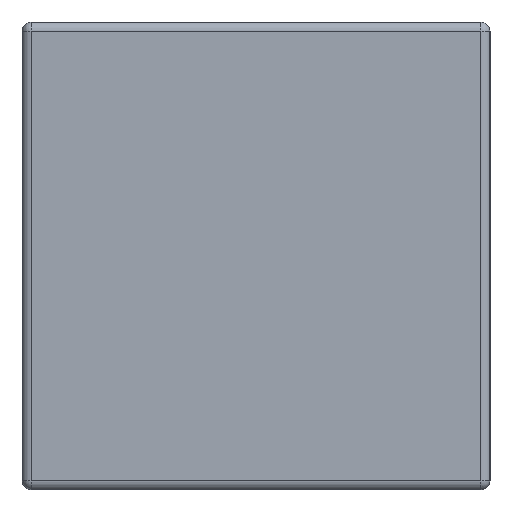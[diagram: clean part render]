
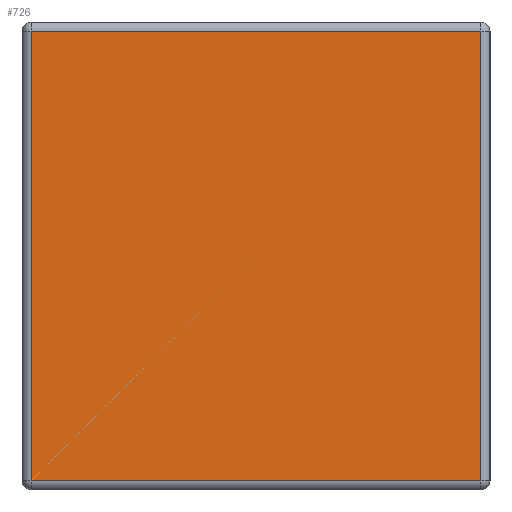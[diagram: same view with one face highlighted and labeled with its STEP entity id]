
A CAD part, left-side view. The second image highlights one B-rep face of the part: STEP entity #726.
In plain terms, the highlighted planar face has unit normal (-1, 0, 0).
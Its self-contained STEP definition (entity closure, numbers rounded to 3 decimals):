
#58 = ORIENTED_EDGE ( 'NONE', *, *, #465, .T. ) ;
#85 = EDGE_CURVE ( 'NONE', #288, #341, #1604, .T. ) ;
#91 = LINE ( 'NONE', #864, #529 ) ;
#111 = ORIENTED_EDGE ( 'NONE', *, *, #628, .T. ) ;
#196 = DIRECTION ( 'NONE',  ( 0., 0., -1. ) ) ;
#288 = VERTEX_POINT ( 'NONE', #358 ) ;
#341 = VERTEX_POINT ( 'NONE', #470 ) ;
#357 = DIRECTION ( 'NONE',  ( 0., 0., -1. ) ) ;
#358 = CARTESIAN_POINT ( 'NONE',  ( -0.5, -0.24, -0.24 ) ) ;
#359 = CARTESIAN_POINT ( 'NONE',  ( -0.5, 0.25, -0.25 ) ) ;
#391 = LINE ( 'NONE', #1020, #396 ) ;
#396 = VECTOR ( 'NONE', #653, 1000. ) ;
#422 = ORIENTED_EDGE ( 'NONE', *, *, #1037, .T. ) ;
#465 = EDGE_CURVE ( 'NONE', #1507, #1651, #91, .T. ) ;
#470 = CARTESIAN_POINT ( 'NONE',  ( -0.5, -0.24, 0.24 ) ) ;
#472 = FACE_OUTER_BOUND ( 'NONE', #886, .T. ) ;
#484 = DIRECTION ( 'NONE',  ( 1., 0., 0. ) ) ;
#529 = VECTOR ( 'NONE', #357, 1000. ) ;
#544 = CARTESIAN_POINT ( 'NONE',  ( -0.5, 0.24, -0.24 ) ) ;
#555 = CARTESIAN_POINT ( 'NONE',  ( -0.5, 0.25, 0.24 ) ) ;
#628 = EDGE_CURVE ( 'NONE', #1651, #288, #391, .T. ) ;
#653 = DIRECTION ( 'NONE',  ( 0., -1., 0. ) ) ;
#660 = AXIS2_PLACEMENT_3D ( 'NONE', #359, #484, #196 ) ;
#726 = ADVANCED_FACE ( 'NONE', ( #472 ), #1497, .F. ) ;
#864 = CARTESIAN_POINT ( 'NONE',  ( -0.5, 0.24, -0.25 ) ) ;
#886 = EDGE_LOOP ( 'NONE', ( #111, #1240, #422, #58 ) ) ;
#936 = LINE ( 'NONE', #555, #1686 ) ;
#1020 = CARTESIAN_POINT ( 'NONE',  ( -0.5, 0.25, -0.24 ) ) ;
#1037 = EDGE_CURVE ( 'NONE', #341, #1507, #936, .T. ) ;
#1127 = CARTESIAN_POINT ( 'NONE',  ( -0.5, 0.24, 0.24 ) ) ;
#1240 = ORIENTED_EDGE ( 'NONE', *, *, #85, .T. ) ;
#1456 = DIRECTION ( 'NONE',  ( 0., 1., 0. ) ) ;
#1497 = PLANE ( 'NONE',  #660 ) ;
#1507 = VERTEX_POINT ( 'NONE', #1127 ) ;
#1536 = CARTESIAN_POINT ( 'NONE',  ( -0.5, -0.24, -0.25 ) ) ;
#1543 = DIRECTION ( 'NONE',  ( 0., 0., 1. ) ) ;
#1604 = LINE ( 'NONE', #1536, #1655 ) ;
#1651 = VERTEX_POINT ( 'NONE', #544 ) ;
#1655 = VECTOR ( 'NONE', #1543, 1000. ) ;
#1686 = VECTOR ( 'NONE', #1456, 1000. ) ;
